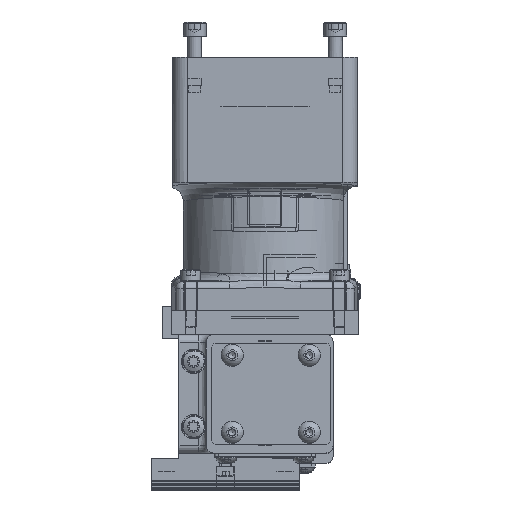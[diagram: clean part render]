
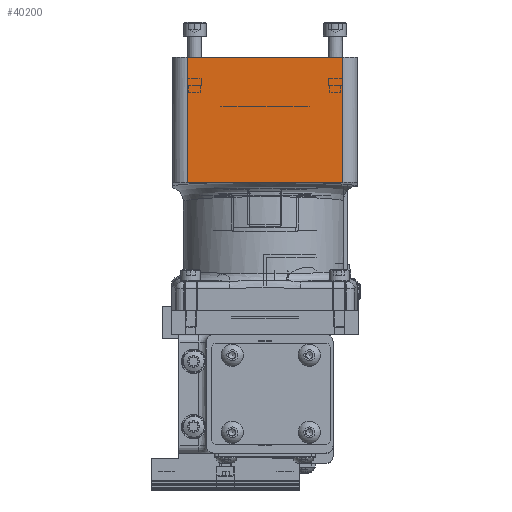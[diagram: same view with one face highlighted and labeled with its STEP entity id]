
A CAD part, top view. The second image highlights one B-rep face of the part: STEP entity #40200.
In plain terms, the highlighted face is planar.
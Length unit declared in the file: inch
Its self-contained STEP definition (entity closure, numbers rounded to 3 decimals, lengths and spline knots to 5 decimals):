
#1797 = CARTESIAN_POINT ( 'NONE',  ( 1.55855, 0.13765, 3.56428 ) ) ;
#5231 = LINE ( 'NONE', #28590, #28757 ) ;
#6623 = CARTESIAN_POINT ( 'NONE',  ( 1.55855, -1.63619, 3.56899 ) ) ;
#9393 = VERTEX_POINT ( 'NONE', #60894 ) ;
#9405 = CARTESIAN_POINT ( 'NONE',  ( 1.55855, -1.63619, 3.56899 ) ) ;
#9803 = DIRECTION ( 'NONE',  ( 0., 1., 0. ) ) ;
#10383 = DIRECTION ( 'NONE',  ( 0., 1., 0. ) ) ;
#11538 = VERTEX_POINT ( 'NONE', #36662 ) ;
#11939 = ORIENTED_EDGE ( 'NONE', *, *, #77324, .T. ) ;
#12958 = LINE ( 'NONE', #6623, #55914 ) ;
#13133 = CARTESIAN_POINT ( 'NONE',  ( 1.55855, -1.30855, 3.26035 ) ) ;
#16604 = CARTESIAN_POINT ( 'NONE',  ( 1.55855, -1.30855, 3.26035 ) ) ;
#19446 = CARTESIAN_POINT ( 'NONE',  ( 1.55855, 1.30855, 5.6777 ) ) ;
#20002 = CARTESIAN_POINT ( 'NONE',  ( 1.55855, 0.41303, 3.56899 ) ) ;
#23617 = VECTOR ( 'NONE', #9803, 39.37008 ) ;
#23629 = ORIENTED_EDGE ( 'NONE', *, *, #64521, .F. ) ;
#25421 = DIRECTION ( 'NONE',  ( 0., 0., 1. ) ) ;
#25564 = CARTESIAN_POINT ( 'NONE',  ( 1.55855, -0.27536, 3.56723 ) ) ;
#27817 = VERTEX_POINT ( 'NONE', #35728 ) ;
#27891 = VERTEX_POINT ( 'NONE', #19446 ) ;
#28204 = LINE ( 'NONE', #70193, #42699 ) ;
#28590 = CARTESIAN_POINT ( 'NONE',  ( 1.55855, 1.30855, 3.26035 ) ) ;
#28757 = VECTOR ( 'NONE', #60257, 39.37008 ) ;
#31089 = CARTESIAN_POINT ( 'NONE',  ( 1.55855, 0.27533, 3.56723 ) ) ;
#33925 = ORIENTED_EDGE ( 'NONE', *, *, #61262, .T. ) ;
#35433 = VERTEX_POINT ( 'NONE', #64260 ) ;
#35728 = CARTESIAN_POINT ( 'NONE',  ( 1.55855, -1.30855, 3.56899 ) ) ;
#35739 = LINE ( 'NONE', #13133, #70509 ) ;
#36662 = CARTESIAN_POINT ( 'NONE',  ( 1.55855, -0.41303, 3.56899 ) ) ;
#37493 = DIRECTION ( 'NONE',  ( 0., 1., 0. ) ) ;
#40200 = ADVANCED_FACE ( 'NONE', ( #59386 ), #64120, .T. ) ;
#40685 = ORIENTED_EDGE ( 'NONE', *, *, #77728, .T. ) ;
#41072 = AXIS2_PLACEMENT_3D ( 'NONE', #16604, #58192, #70075 ) ;
#42128 = EDGE_LOOP ( 'NONE', ( #11939, #33925, #68111, #40685, #23629, #50881 ) ) ;
#42699 = VECTOR ( 'NONE', #10383, 39.37008 ) ;
#46351 = VERTEX_POINT ( 'NONE', #54141 ) ;
#50101 = CARTESIAN_POINT ( 'NONE',  ( 1.55855, 0.34416, 3.56899 ) ) ;
#50881 = ORIENTED_EDGE ( 'NONE', *, *, #67044, .F. ) ;
#54141 = CARTESIAN_POINT ( 'NONE',  ( 1.55855, 1.30855, 3.56899 ) ) ;
#55418 = B_SPLINE_CURVE_WITH_KNOTS ( 'NONE', 3,
 ( #61203, #55681, #25564, #62000, #67932, #56056, #1797, #31089, #50101, #20002 ),
 .UNSPECIFIED., .F., .F.,
 ( 4, 2, 2, 2, 4 ),
 ( 0., 0.00525, 0.01049, 0.01574, 0.02098 ),
 .UNSPECIFIED. ) ;
#55681 = CARTESIAN_POINT ( 'NONE',  ( 1.55855, -0.34419, 3.56899 ) ) ;
#55914 = VECTOR ( 'NONE', #37493, 39.37008 ) ;
#56056 = CARTESIAN_POINT ( 'NONE',  ( 1.55855, 0.0688, 3.56314 ) ) ;
#58192 = DIRECTION ( 'NONE',  ( 1., 0., 0. ) ) ;
#59386 = FACE_OUTER_BOUND ( 'NONE', #42128, .T. ) ;
#60257 = DIRECTION ( 'NONE',  ( 0., 0., 1. ) ) ;
#60364 = LINE ( 'NONE', #9405, #23617 ) ;
#60894 = CARTESIAN_POINT ( 'NONE',  ( 1.55855, 0.41303, 3.56899 ) ) ;
#61203 = CARTESIAN_POINT ( 'NONE',  ( 1.55855, -0.41303, 3.56899 ) ) ;
#61262 = EDGE_CURVE ( 'NONE', #11538, #9393, #55418, .T. ) ;
#62000 = CARTESIAN_POINT ( 'NONE',  ( 1.55855, -0.13771, 3.56428 ) ) ;
#64120 = PLANE ( 'NONE',  #41072 ) ;
#64260 = CARTESIAN_POINT ( 'NONE',  ( 1.55855, -1.30855, 5.6777 ) ) ;
#64521 = EDGE_CURVE ( 'NONE', #35433, #27891, #28204, .T. ) ;
#67044 = EDGE_CURVE ( 'NONE', #27817, #35433, #35739, .T. ) ;
#67932 = CARTESIAN_POINT ( 'NONE',  ( 1.55855, -0.06888, 3.56314 ) ) ;
#68111 = ORIENTED_EDGE ( 'NONE', *, *, #72764, .T. ) ;
#70075 = DIRECTION ( 'NONE',  ( 0., 1., 0. ) ) ;
#70193 = CARTESIAN_POINT ( 'NONE',  ( 1.55855, -1.30855, 5.6777 ) ) ;
#70509 = VECTOR ( 'NONE', #25421, 39.37008 ) ;
#72764 = EDGE_CURVE ( 'NONE', #9393, #46351, #12958, .T. ) ;
#77324 = EDGE_CURVE ( 'NONE', #27817, #11538, #60364, .T. ) ;
#77728 = EDGE_CURVE ( 'NONE', #46351, #27891, #5231, .T. ) ;
